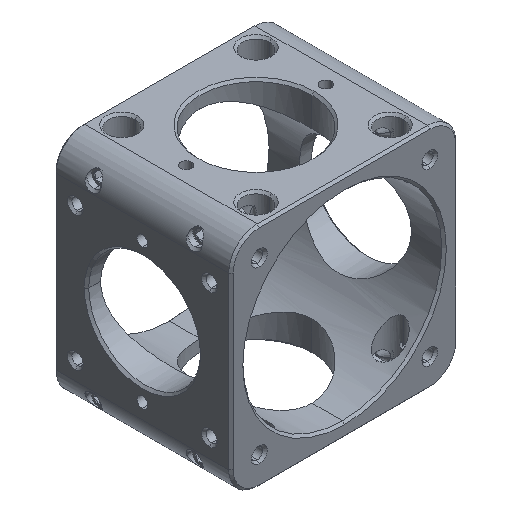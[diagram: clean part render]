
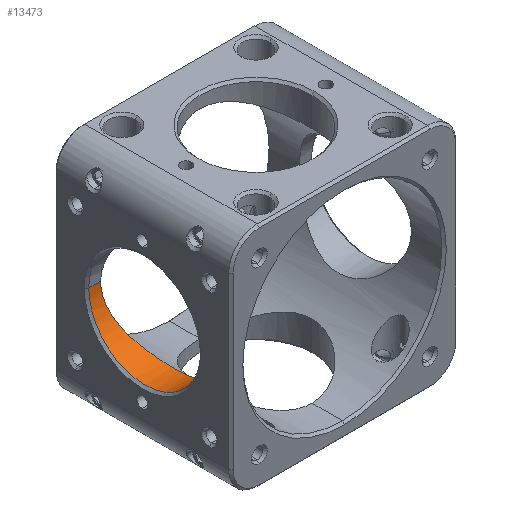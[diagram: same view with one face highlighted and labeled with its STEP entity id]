
A CAD part, isometric view. The second image highlights one B-rep face of the part: STEP entity #13473.
In plain terms, the highlighted cylindrical face has radius 12.5 mm (diameter 25 mm), a partial arc.
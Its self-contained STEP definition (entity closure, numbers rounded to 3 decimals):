
#705 = ORIENTED_EDGE ( 'NONE', *, *, #3227, .T. ) ;
#1030 = DIRECTION ( 'NONE',  ( 1., 0., 0. ) ) ;
#1037 = CYLINDRICAL_SURFACE ( 'NONE', #14274, 12.5 ) ;
#1289 = CARTESIAN_POINT ( 'NONE',  ( -22.191, 12.395, -1.669 ) ) ;
#1356 = CARTESIAN_POINT ( 'NONE',  ( -22.238, 12.479, -0.842 ) ) ;
#2370 = CARTESIAN_POINT ( 'NONE',  ( -22.238, -12.479, -0.842 ) ) ;
#2593 = CARTESIAN_POINT ( 'NONE',  ( -19.453, 6.302, -10.803 ) ) ;
#2609 = CARTESIAN_POINT ( 'NONE',  ( -22.25, 12.5, 0. ) ) ;
#3142 = DIRECTION ( 'NONE',  ( 1., 0., 0. ) ) ;
#3227 = EDGE_CURVE ( 'NONE', #3440, #15033, #17155, .T. ) ;
#3440 = VERTEX_POINT ( 'NONE', #16436 ) ;
#3464 = EDGE_CURVE ( 'NONE', #5285, #14397, #10493, .T. ) ;
#3700 = CARTESIAN_POINT ( 'NONE',  ( -22.065, -12.167, -2.894 ) ) ;
#3759 = CARTESIAN_POINT ( 'NONE',  ( -21.344, -10.812, -6.325 ) ) ;
#3931 = CARTESIAN_POINT ( 'NONE',  ( -18.939, 4.473, -11.679 ) ) ;
#4007 = CARTESIAN_POINT ( 'NONE',  ( -24.9, 12.5, 0. ) ) ;
#4733 = VECTOR ( 'NONE', #1030, 1000. ) ;
#4911 = CARTESIAN_POINT ( 'NONE',  ( -21.544, -11.199, -5.613 ) ) ;
#4969 = CARTESIAN_POINT ( 'NONE',  ( -18.629, -2.894, -12.168 ) ) ;
#5034 = CARTESIAN_POINT ( 'NONE',  ( -19.922, -7.625, -9.913 ) ) ;
#5185 = CARTESIAN_POINT ( 'NONE',  ( -25.4, 0., 0. ) ) ;
#5207 = CARTESIAN_POINT ( 'NONE',  ( -18.851, 4.088, -11.82 ) ) ;
#5259 = CARTESIAN_POINT ( 'NONE',  ( -21.016, 10.143, -7.316 ) ) ;
#5285 = VERTEX_POINT ( 'NONE', #4007 ) ;
#5345 = LINE ( 'NONE', #8933, #4733 ) ;
#6364 = CARTESIAN_POINT ( 'NONE',  ( -18.407, 0.845, -12.5 ) ) ;
#6488 = CARTESIAN_POINT ( 'NONE',  ( -22.008, -12.065, -3.296 ) ) ;
#6552 = CARTESIAN_POINT ( 'NONE',  ( -19.234, 5.589, -11.188 ) ) ;
#6611 = CARTESIAN_POINT ( 'NONE',  ( -21.799, 11.68, -4.472 ) ) ;
#6973 = AXIS2_PLACEMENT_3D ( 'NONE', #7356, #10139, #10083 ) ;
#7356 = CARTESIAN_POINT ( 'NONE',  ( -24.9, 0., 0. ) ) ;
#7574 = CARTESIAN_POINT ( 'NONE',  ( -21.874, -11.819, -4.092 ) ) ;
#7633 = CARTESIAN_POINT ( 'NONE',  ( -22.25, -12.5, -0.422 ) ) ;
#7692 = CARTESIAN_POINT ( 'NONE',  ( -18.695, -3.295, -12.065 ) ) ;
#7752 = CARTESIAN_POINT ( 'NONE',  ( -19.445, -6.3, -10.826 ) ) ;
#7780 = DIRECTION ( 'NONE',  ( 1., 0., 0. ) ) ;
#7804 = CARTESIAN_POINT ( 'NONE',  ( -22.191, -12.395, -1.671 ) ) ;
#7865 = CARTESIAN_POINT ( 'NONE',  ( -19.13, 5.224, -11.364 ) ) ;
#7932 = CARTESIAN_POINT ( 'NONE',  ( -22.009, 12.067, -3.288 ) ) ;
#8933 = CARTESIAN_POINT ( 'NONE',  ( -25.4, 12.5, 0. ) ) ;
#8955 = CARTESIAN_POINT ( 'NONE',  ( -18.851, -4.089, -11.82 ) ) ;
#9076 = CARTESIAN_POINT ( 'NONE',  ( -18.696, 3.298, -12.064 ) ) ;
#9113 = ORIENTED_EDGE ( 'NONE', *, *, #3464, .T. ) ;
#9128 = CARTESIAN_POINT ( 'NONE',  ( -18.939, -4.473, -11.679 ) ) ;
#9250 = CARTESIAN_POINT ( 'NONE',  ( -22.156, 12.333, -2.078 ) ) ;
#9749 = ORIENTED_EDGE ( 'NONE', *, *, #15851, .T. ) ;
#10083 = DIRECTION ( 'NONE',  ( 0., 1., 0. ) ) ;
#10139 = DIRECTION ( 'NONE',  ( -1., 0., 0. ) ) ;
#10323 = CARTESIAN_POINT ( 'NONE',  ( -18.52, -2.082, -12.332 ) ) ;
#10380 = CARTESIAN_POINT ( 'NONE',  ( -22.25, -12.5, 0. ) ) ;
#10493 = CIRCLE ( 'NONE', #6973, 12.5 ) ;
#10623 = CARTESIAN_POINT ( 'NONE',  ( -20.9, 9.903, -7.639 ) ) ;
#11134 = VECTOR ( 'NONE', #3142, 1000. ) ;
#11678 = CARTESIAN_POINT ( 'NONE',  ( -18.478, -1.672, -12.395 ) ) ;
#11796 = CARTESIAN_POINT ( 'NONE',  ( -20.897, -9.901, -7.673 ) ) ;
#11932 = CARTESIAN_POINT ( 'NONE',  ( -22.25, 12.5, -0.422 ) ) ;
#11967 = CARTESIAN_POINT ( 'NONE',  ( -20.172, 8.268, -9.409 ) ) ;
#12003 = ORIENTED_EDGE ( 'NONE', *, *, #12004, .F. ) ;
#12004 = EDGE_CURVE ( 'NONE', #5285, #15033, #5345, .T. ) ;
#12525 = FACE_OUTER_BOUND ( 'NONE', #16159, .T. ) ;
#13086 = CARTESIAN_POINT ( 'NONE',  ( -20.657, -9.389, -8.29 ) ) ;
#13149 = CARTESIAN_POINT ( 'NONE',  ( -19.225, -5.595, -11.207 ) ) ;
#13265 = CARTESIAN_POINT ( 'NONE',  ( -22.066, 12.169, -2.888 ) ) ;
#13318 = CARTESIAN_POINT ( 'NONE',  ( -20.662, 9.389, -8.262 ) ) ;
#13473 = ADVANCED_FACE ( 'NONE', ( #12525 ), #1037, .F. ) ;
#14274 = AXIS2_PLACEMENT_3D ( 'NONE', #5185, #7780, #15982 ) ;
#14292 = CARTESIAN_POINT ( 'NONE',  ( -20.167, -8.245, -9.403 ) ) ;
#14348 = CARTESIAN_POINT ( 'NONE',  ( -18.421, -0.842, -12.479 ) ) ;
#14397 = VERTEX_POINT ( 'NONE', #15712 ) ;
#14424 = CARTESIAN_POINT ( 'NONE',  ( -18.407, -0.421, -12.5 ) ) ;
#14595 = CARTESIAN_POINT ( 'NONE',  ( -19.569, 6.65, -10.592 ) ) ;
#14664 = CARTESIAN_POINT ( 'NONE',  ( -21.546, 11.202, -5.607 ) ) ;
#14696 = LINE ( 'NONE', #16455, #11134 ) ;
#15033 = VERTEX_POINT ( 'NONE', #16444 ) ;
#15668 = CARTESIAN_POINT ( 'NONE',  ( -19.799, -7.3, -10.155 ) ) ;
#15712 = CARTESIAN_POINT ( 'NONE',  ( -24.9, -12.5, 0. ) ) ;
#15788 = CARTESIAN_POINT ( 'NONE',  ( -18.465, 1.673, -12.415 ) ) ;
#15837 = CARTESIAN_POINT ( 'NONE',  ( -20.291, -8.542, -9.135 ) ) ;
#15851 = EDGE_CURVE ( 'NONE', #14397, #3440, #14696, .T. ) ;
#15901 = CARTESIAN_POINT ( 'NONE',  ( -21.798, -11.676, -4.481 ) ) ;
#15958 = CARTESIAN_POINT ( 'NONE',  ( -19.925, 7.653, -9.916 ) ) ;
#15982 = DIRECTION ( 'NONE',  ( 0., 1., 0. ) ) ;
#16010 = CARTESIAN_POINT ( 'NONE',  ( -21.877, 11.823, -4.079 ) ) ;
#16159 = EDGE_LOOP ( 'NONE', ( #9113, #9749, #705, #12003 ) ) ;
#16436 = CARTESIAN_POINT ( 'NONE',  ( -22.25, -12.5, 0. ) ) ;
#16444 = CARTESIAN_POINT ( 'NONE',  ( -22.25, 12.5, 0. ) ) ;
#16455 = CARTESIAN_POINT ( 'NONE',  ( -25.4, -12.5, 0. ) ) ;
#17131 = CARTESIAN_POINT ( 'NONE',  ( -18.628, 2.893, -12.168 ) ) ;
#17155 = B_SPLINE_CURVE_WITH_KNOTS ( 'NONE', 3,
 ( #10380, #7633, #2370, #7804, #17242, #3700, #6488, #7574, #15901, #4911, #3759, #11796, #13086, #15837, #14292, #5034, #15668, #7752, #13149, #9128, #8955, #7692, #4969, #10323, #11678, #14348, #14424, #6364, #15788, #17131, #9076, #5207, #3931, #7865, #6552, #2593, #14595, #15958, #11967, #17297, #13318, #10623, #5259, #17365, #14664, #6611, #16010, #7932, #13265, #9250, #1289, #1356, #11932, #2609 ),
 .UNSPECIFIED., .F., .F.,
 ( 4, 2, 2, 2, 2, 2, 2, 2, 2, 2, 2, 2, 2, 2, 2, 2, 2, 2, 2, 2, 2, 2, 2, 2, 2, 2, 4 ),
 ( 0.04, 0.041, 0.042, 0.044, 0.045, 0.047, 0.05, 0.051, 0.052, 0.055, 0.056, 0.057, 0.059, 0.06, 0.062, 0.064, 0.065, 0.066, 0.067, 0.07, 0.071, 0.072, 0.075, 0.076, 0.077, 0.079, 0.08 ),
 .UNSPECIFIED. ) ;
#17242 = CARTESIAN_POINT ( 'NONE',  ( -22.156, -12.332, -2.082 ) ) ;
#17297 = CARTESIAN_POINT ( 'NONE',  ( -20.54, 9.117, -8.561 ) ) ;
#17365 = CARTESIAN_POINT ( 'NONE',  ( -21.346, 10.817, -6.316 ) ) ;
